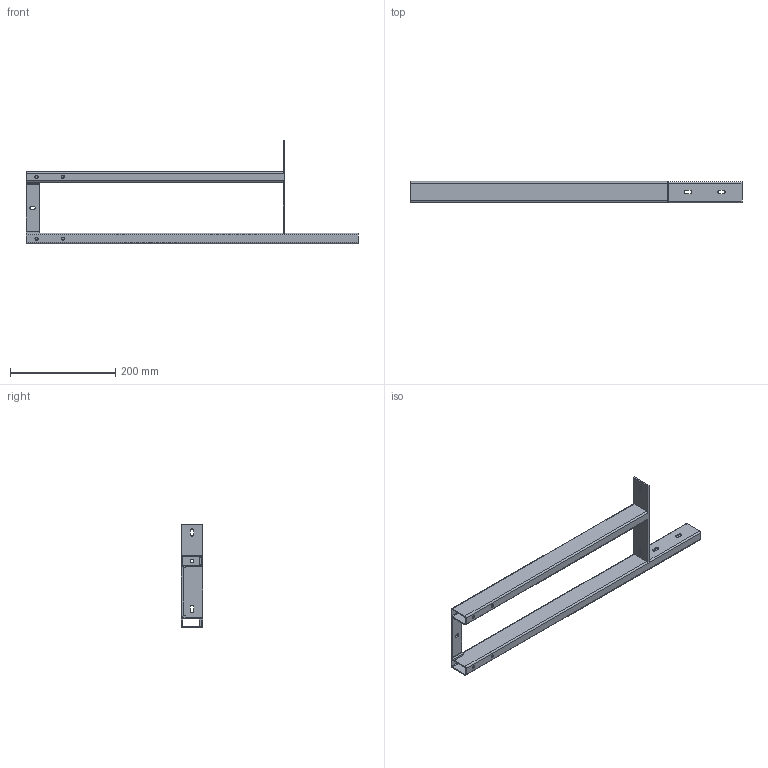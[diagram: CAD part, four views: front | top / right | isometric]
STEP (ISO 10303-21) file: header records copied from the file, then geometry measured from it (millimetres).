
FILE_DESCRIPTION((''),'2;1');
FILE_NAME('JC35TT-0166','2021-01-04T16:43:11',('Administrator'),('捷昌驱动'),'CREO PARAMETRIC BY PTC INC, 2018100','CREO PARAMETRIC BY PTC INC, 2018100','');
FILE_SCHEMA(('CONFIG_CONTROL_DESIGN'));
Length unit declared in the file: millimetre
Products named in the file (1): JC35TT-0166
Bounding box: 630 x 40 x 197 mm (x, y, z)
Volume: 272643.5 mm3; surface area: 263699.6 mm2
Topology: 1 solids, 5 shells, 123 faces, 344 edges, 230 vertices
Faces by surface type: plane 63, cylinder 60
Entity records: 4097 total; most frequent: DIRECTION 724, CARTESIAN_POINT 698, ORIENTED_EDGE 672, EDGE_CURVE 344, AXIS2_PLACEMENT_3D 256, VERTEX_POINT 230, VECTOR 212, LINE 212
